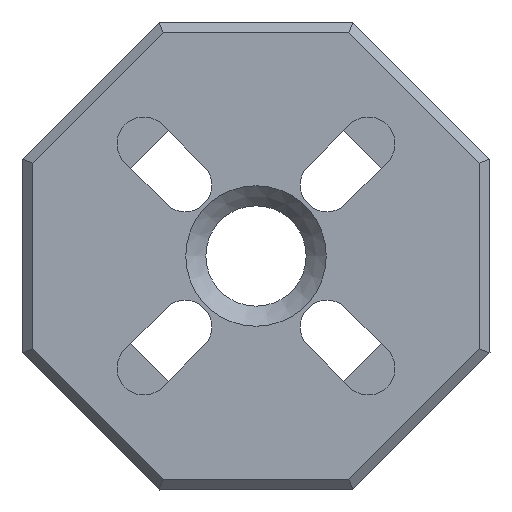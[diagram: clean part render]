
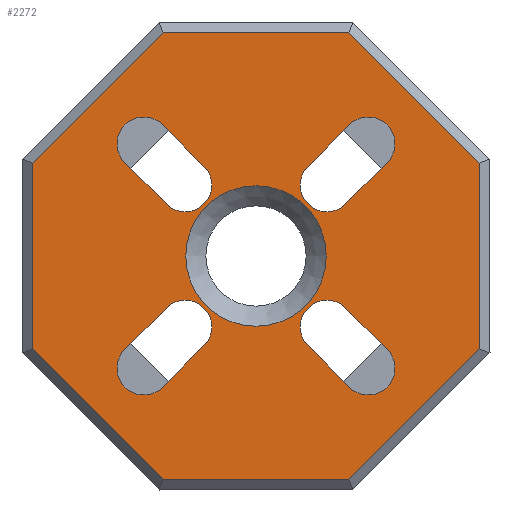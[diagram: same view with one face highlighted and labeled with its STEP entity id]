
A CAD part, front view. The second image highlights one B-rep face of the part: STEP entity #2272.
In plain terms, the highlighted planar face has unit normal (0, -1, 0).
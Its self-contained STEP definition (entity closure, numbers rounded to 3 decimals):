
#41=FACE_BOUND('',#236,.T.);
#42=FACE_BOUND('',#237,.T.);
#43=FACE_BOUND('',#238,.T.);
#44=FACE_BOUND('',#239,.T.);
#45=FACE_BOUND('',#240,.T.);
#109=FACE_OUTER_BOUND('',#235,.T.);
#235=EDGE_LOOP('',(#1810,#1811,#1812,#1813,#1814,#1815,#1816,#1817));
#236=EDGE_LOOP('',(#1818,#1819,#1820,#1821));
#237=EDGE_LOOP('',(#1822,#1823,#1824,#1825));
#238=EDGE_LOOP('',(#1826,#1827,#1828,#1829));
#239=EDGE_LOOP('',(#1830,#1831,#1832,#1833));
#240=EDGE_LOOP('',(#1834));
#312=CIRCLE('',#2419,4.2);
#314=CIRCLE('',#2422,1.6);
#315=CIRCLE('',#2423,1.6);
#316=CIRCLE('',#2424,1.6);
#317=CIRCLE('',#2425,1.6);
#318=CIRCLE('',#2426,1.6);
#319=CIRCLE('',#2427,1.6);
#320=CIRCLE('',#2428,1.6);
#321=CIRCLE('',#2429,1.6);
#540=LINE('',#3550,#830);
#541=LINE('',#3552,#831);
#542=LINE('',#3554,#832);
#543=LINE('',#3556,#833);
#544=LINE('',#3558,#834);
#545=LINE('',#3560,#835);
#546=LINE('',#3562,#836);
#547=LINE('',#3563,#837);
#548=LINE('',#3568,#838);
#549=LINE('',#3571,#839);
#550=LINE('',#3576,#840);
#551=LINE('',#3579,#841);
#552=LINE('',#3584,#842);
#553=LINE('',#3587,#843);
#554=LINE('',#3592,#844);
#555=LINE('',#3595,#845);
#830=VECTOR('',#2867,10.);
#831=VECTOR('',#2868,10.);
#832=VECTOR('',#2869,10.);
#833=VECTOR('',#2870,10.);
#834=VECTOR('',#2871,10.);
#835=VECTOR('',#2872,10.);
#836=VECTOR('',#2873,10.);
#837=VECTOR('',#2874,10.);
#838=VECTOR('',#2877,10.);
#839=VECTOR('',#2880,10.);
#840=VECTOR('',#2883,10.);
#841=VECTOR('',#2886,10.);
#842=VECTOR('',#2889,10.);
#843=VECTOR('',#2892,10.);
#844=VECTOR('',#2895,10.);
#845=VECTOR('',#2898,10.);
#1074=VERTEX_POINT('',#3542);
#1076=VERTEX_POINT('',#3548);
#1077=VERTEX_POINT('',#3549);
#1078=VERTEX_POINT('',#3551);
#1079=VERTEX_POINT('',#3553);
#1080=VERTEX_POINT('',#3555);
#1081=VERTEX_POINT('',#3557);
#1082=VERTEX_POINT('',#3559);
#1083=VERTEX_POINT('',#3561);
#1084=VERTEX_POINT('',#3564);
#1085=VERTEX_POINT('',#3565);
#1086=VERTEX_POINT('',#3567);
#1087=VERTEX_POINT('',#3569);
#1088=VERTEX_POINT('',#3572);
#1089=VERTEX_POINT('',#3573);
#1090=VERTEX_POINT('',#3575);
#1091=VERTEX_POINT('',#3577);
#1092=VERTEX_POINT('',#3580);
#1093=VERTEX_POINT('',#3581);
#1094=VERTEX_POINT('',#3583);
#1095=VERTEX_POINT('',#3585);
#1096=VERTEX_POINT('',#3588);
#1097=VERTEX_POINT('',#3589);
#1098=VERTEX_POINT('',#3591);
#1099=VERTEX_POINT('',#3593);
#1345=EDGE_CURVE('',#1074,#1074,#312,.T.);
#1348=EDGE_CURVE('',#1076,#1077,#540,.T.);
#1349=EDGE_CURVE('',#1078,#1076,#541,.T.);
#1350=EDGE_CURVE('',#1079,#1078,#542,.T.);
#1351=EDGE_CURVE('',#1080,#1079,#543,.T.);
#1352=EDGE_CURVE('',#1081,#1080,#544,.T.);
#1353=EDGE_CURVE('',#1082,#1081,#545,.T.);
#1354=EDGE_CURVE('',#1083,#1082,#546,.T.);
#1355=EDGE_CURVE('',#1077,#1083,#547,.T.);
#1356=EDGE_CURVE('',#1084,#1085,#314,.T.);
#1357=EDGE_CURVE('',#1085,#1086,#548,.T.);
#1358=EDGE_CURVE('',#1086,#1087,#315,.T.);
#1359=EDGE_CURVE('',#1087,#1084,#549,.T.);
#1360=EDGE_CURVE('',#1088,#1089,#316,.T.);
#1361=EDGE_CURVE('',#1089,#1090,#550,.T.);
#1362=EDGE_CURVE('',#1090,#1091,#317,.T.);
#1363=EDGE_CURVE('',#1091,#1088,#551,.T.);
#1364=EDGE_CURVE('',#1092,#1093,#318,.T.);
#1365=EDGE_CURVE('',#1093,#1094,#552,.T.);
#1366=EDGE_CURVE('',#1094,#1095,#319,.T.);
#1367=EDGE_CURVE('',#1095,#1092,#553,.T.);
#1368=EDGE_CURVE('',#1096,#1097,#320,.T.);
#1369=EDGE_CURVE('',#1097,#1098,#554,.T.);
#1370=EDGE_CURVE('',#1098,#1099,#321,.T.);
#1371=EDGE_CURVE('',#1099,#1096,#555,.T.);
#1810=ORIENTED_EDGE('',*,*,#1348,.F.);
#1811=ORIENTED_EDGE('',*,*,#1349,.F.);
#1812=ORIENTED_EDGE('',*,*,#1350,.F.);
#1813=ORIENTED_EDGE('',*,*,#1351,.F.);
#1814=ORIENTED_EDGE('',*,*,#1352,.F.);
#1815=ORIENTED_EDGE('',*,*,#1353,.F.);
#1816=ORIENTED_EDGE('',*,*,#1354,.F.);
#1817=ORIENTED_EDGE('',*,*,#1355,.F.);
#1818=ORIENTED_EDGE('',*,*,#1356,.T.);
#1819=ORIENTED_EDGE('',*,*,#1357,.T.);
#1820=ORIENTED_EDGE('',*,*,#1358,.T.);
#1821=ORIENTED_EDGE('',*,*,#1359,.T.);
#1822=ORIENTED_EDGE('',*,*,#1360,.T.);
#1823=ORIENTED_EDGE('',*,*,#1361,.T.);
#1824=ORIENTED_EDGE('',*,*,#1362,.T.);
#1825=ORIENTED_EDGE('',*,*,#1363,.T.);
#1826=ORIENTED_EDGE('',*,*,#1364,.T.);
#1827=ORIENTED_EDGE('',*,*,#1365,.T.);
#1828=ORIENTED_EDGE('',*,*,#1366,.T.);
#1829=ORIENTED_EDGE('',*,*,#1367,.T.);
#1830=ORIENTED_EDGE('',*,*,#1368,.T.);
#1831=ORIENTED_EDGE('',*,*,#1369,.T.);
#1832=ORIENTED_EDGE('',*,*,#1370,.T.);
#1833=ORIENTED_EDGE('',*,*,#1371,.T.);
#1834=ORIENTED_EDGE('',*,*,#1345,.F.);
#2169=PLANE('',#2421);
#2272=ADVANCED_FACE('',(#109,#41,#42,#43,#44,#45),#2169,.F.);
#2419=AXIS2_PLACEMENT_3D('',#3543,#2860,#2861);
#2421=AXIS2_PLACEMENT_3D('',#3547,#2865,#2866);
#2422=AXIS2_PLACEMENT_3D('',#3566,#2875,#2876);
#2423=AXIS2_PLACEMENT_3D('',#3570,#2878,#2879);
#2424=AXIS2_PLACEMENT_3D('',#3574,#2881,#2882);
#2425=AXIS2_PLACEMENT_3D('',#3578,#2884,#2885);
#2426=AXIS2_PLACEMENT_3D('',#3582,#2887,#2888);
#2427=AXIS2_PLACEMENT_3D('',#3586,#2890,#2891);
#2428=AXIS2_PLACEMENT_3D('',#3590,#2893,#2894);
#2429=AXIS2_PLACEMENT_3D('',#3594,#2896,#2897);
#2860=DIRECTION('center_axis',(0.,-1.,0.));
#2861=DIRECTION('ref_axis',(1.,0.,0.));
#2865=DIRECTION('center_axis',(0.,1.,0.));
#2866=DIRECTION('ref_axis',(1.,0.,0.));
#2867=DIRECTION('',(-1.,0.,0.));
#2868=DIRECTION('',(-0.707,0.,-0.707));
#2869=DIRECTION('',(0.,0.,-1.));
#2870=DIRECTION('',(0.707,0.,-0.707));
#2871=DIRECTION('',(1.,0.,0.));
#2872=DIRECTION('',(0.707,0.,0.707));
#2873=DIRECTION('',(0.,0.,1.));
#2874=DIRECTION('',(-0.707,0.,0.707));
#2875=DIRECTION('center_axis',(0.,1.,0.));
#2876=DIRECTION('ref_axis',(-0.707,0.,-0.707));
#2877=DIRECTION('',(0.707,0.,-0.707));
#2878=DIRECTION('center_axis',(0.,1.,0.));
#2879=DIRECTION('ref_axis',(0.707,0.,0.707));
#2880=DIRECTION('',(-0.707,0.,0.707));
#2881=DIRECTION('center_axis',(0.,1.,0.));
#2882=DIRECTION('ref_axis',(0.707,0.,-0.707));
#2883=DIRECTION('',(0.707,0.,0.707));
#2884=DIRECTION('center_axis',(0.,1.,0.));
#2885=DIRECTION('ref_axis',(-0.707,0.,0.707));
#2886=DIRECTION('',(-0.707,0.,-0.707));
#2887=DIRECTION('center_axis',(0.,1.,0.));
#2888=DIRECTION('ref_axis',(-0.707,0.,0.707));
#2889=DIRECTION('',(-0.707,0.,-0.707));
#2890=DIRECTION('center_axis',(0.,1.,0.));
#2891=DIRECTION('ref_axis',(0.707,0.,-0.707));
#2892=DIRECTION('',(0.707,0.,0.707));
#2893=DIRECTION('center_axis',(0.,1.,0.));
#2894=DIRECTION('ref_axis',(0.707,0.,0.707));
#2895=DIRECTION('',(-0.707,0.,0.707));
#2896=DIRECTION('center_axis',(0.,1.,0.));
#2897=DIRECTION('ref_axis',(-0.707,0.,-0.707));
#2898=DIRECTION('',(0.707,0.,-0.707));
#3542=CARTESIAN_POINT('',(-4.2,-139.,0.));
#3543=CARTESIAN_POINT('Origin',(0.,-139.,0.));
#3547=CARTESIAN_POINT('Origin',(0.,-139.,0.));
#3548=CARTESIAN_POINT('',(5.551,-139.,-13.4));
#3549=CARTESIAN_POINT('',(-5.55,-139.,-13.4));
#3550=CARTESIAN_POINT('',(-2.899,-139.,-13.4));
#3551=CARTESIAN_POINT('',(13.4,-139.,-5.55));
#3552=CARTESIAN_POINT('',(7.425,-139.,-11.525));
#3553=CARTESIAN_POINT('',(13.4,-139.,5.551));
#3554=CARTESIAN_POINT('',(13.4,-139.,-2.899));
#3555=CARTESIAN_POINT('',(5.55,-139.,13.4));
#3556=CARTESIAN_POINT('',(11.525,-139.,7.425));
#3557=CARTESIAN_POINT('',(-5.551,-139.,13.4));
#3558=CARTESIAN_POINT('',(2.899,-139.,13.4));
#3559=CARTESIAN_POINT('',(-13.4,-139.,5.55));
#3560=CARTESIAN_POINT('',(-7.425,-139.,11.525));
#3561=CARTESIAN_POINT('',(-13.4,-139.,-5.551));
#3562=CARTESIAN_POINT('',(-13.4,-139.,2.899));
#3563=CARTESIAN_POINT('',(-11.525,-139.,-7.425));
#3564=CARTESIAN_POINT('',(-7.849,-139.,5.586));
#3565=CARTESIAN_POINT('',(-5.586,-139.,7.849));
#3566=CARTESIAN_POINT('Origin',(-6.718,-139.,6.718));
#3567=CARTESIAN_POINT('',(-3.111,-139.,5.374));
#3568=CARTESIAN_POINT('',(-5.586,-139.,7.849));
#3569=CARTESIAN_POINT('',(-5.374,-139.,3.111));
#3570=CARTESIAN_POINT('Origin',(-4.243,-139.,4.243));
#3571=CARTESIAN_POINT('',(-7.849,-139.,5.586));
#3572=CARTESIAN_POINT('',(-5.586,-139.,-7.849));
#3573=CARTESIAN_POINT('',(-7.849,-139.,-5.586));
#3574=CARTESIAN_POINT('Origin',(-6.718,-139.,-6.718));
#3575=CARTESIAN_POINT('',(-5.374,-139.,-3.111));
#3576=CARTESIAN_POINT('',(-7.849,-139.,-5.586));
#3577=CARTESIAN_POINT('',(-3.111,-139.,-5.374));
#3578=CARTESIAN_POINT('Origin',(-4.243,-139.,-4.243));
#3579=CARTESIAN_POINT('',(-5.586,-139.,-7.849));
#3580=CARTESIAN_POINT('',(5.586,-139.,7.849));
#3581=CARTESIAN_POINT('',(7.849,-139.,5.586));
#3582=CARTESIAN_POINT('Origin',(6.718,-139.,6.718));
#3583=CARTESIAN_POINT('',(5.374,-139.,3.111));
#3584=CARTESIAN_POINT('',(7.849,-139.,5.586));
#3585=CARTESIAN_POINT('',(3.111,-139.,5.374));
#3586=CARTESIAN_POINT('Origin',(4.243,-139.,4.243));
#3587=CARTESIAN_POINT('',(5.586,-139.,7.849));
#3588=CARTESIAN_POINT('',(7.849,-139.,-5.586));
#3589=CARTESIAN_POINT('',(5.586,-139.,-7.849));
#3590=CARTESIAN_POINT('Origin',(6.718,-139.,-6.718));
#3591=CARTESIAN_POINT('',(3.111,-139.,-5.374));
#3592=CARTESIAN_POINT('',(5.586,-139.,-7.849));
#3593=CARTESIAN_POINT('',(5.374,-139.,-3.111));
#3594=CARTESIAN_POINT('Origin',(4.243,-139.,-4.243));
#3595=CARTESIAN_POINT('',(7.849,-139.,-5.586));
